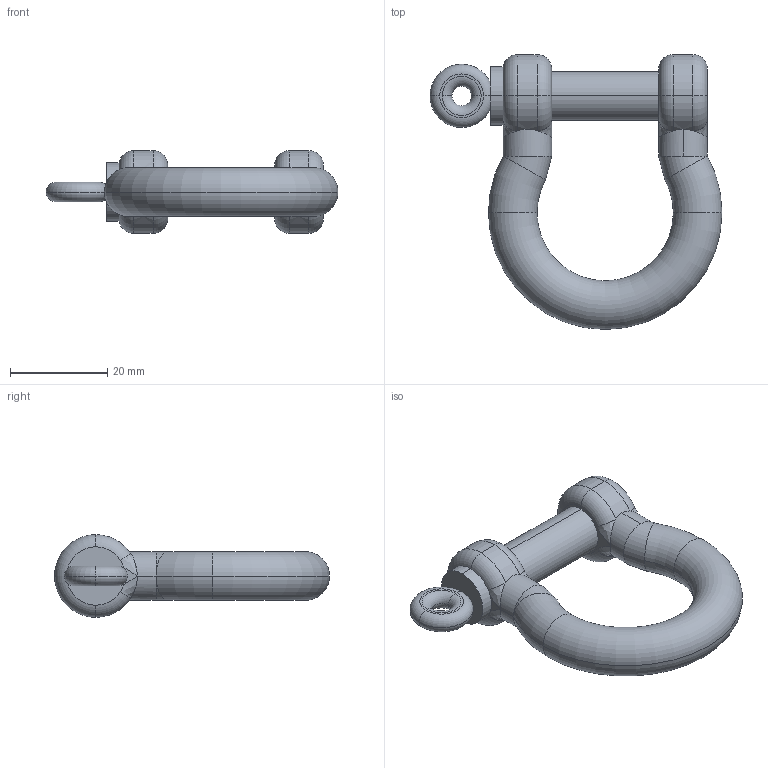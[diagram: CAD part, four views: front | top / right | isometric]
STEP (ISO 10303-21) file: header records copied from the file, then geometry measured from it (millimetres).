
FILE_DESCRIPTION (( 'STEP AP203' ), '1' );
FILE_NAME ('sone3D.STEP', '2013-09-24T04:34:56', ( '' ), ( '' ), 'SwSTEP 2.0', 'SolidWorks 2012', '' );
FILE_SCHEMA (( 'CONFIG_CONTROL_DESIGN' ));
Length unit declared in the file: millimetre
Products named in the file (3): sone3D; B-1111-2フック_; B-1111-2シャフト_
Assembly tree (2 placements, depth 2):
  sone3D
    B-1111-2シャフト_
    B-1111-2フック_
Bounding box: 60 x 56.5 x 17 mm (x, y, z)
Volume: 11396.7 mm3; surface area: 7605.7 mm2
Topology: 2 solids, 2 shells, 63 faces, 149 edges, 80 vertices
Faces by surface type: torus 28, cylinder 18, plane 9, bspline 8
Entity records: 2659 total; most frequent: CARTESIAN_POINT 977, DIRECTION 326, ORIENTED_EDGE 274, AXIS2_PLACEMENT_3D 155, EDGE_CURVE 137, CIRCLE 95, VERTEX_POINT 80, EDGE_LOOP 71
